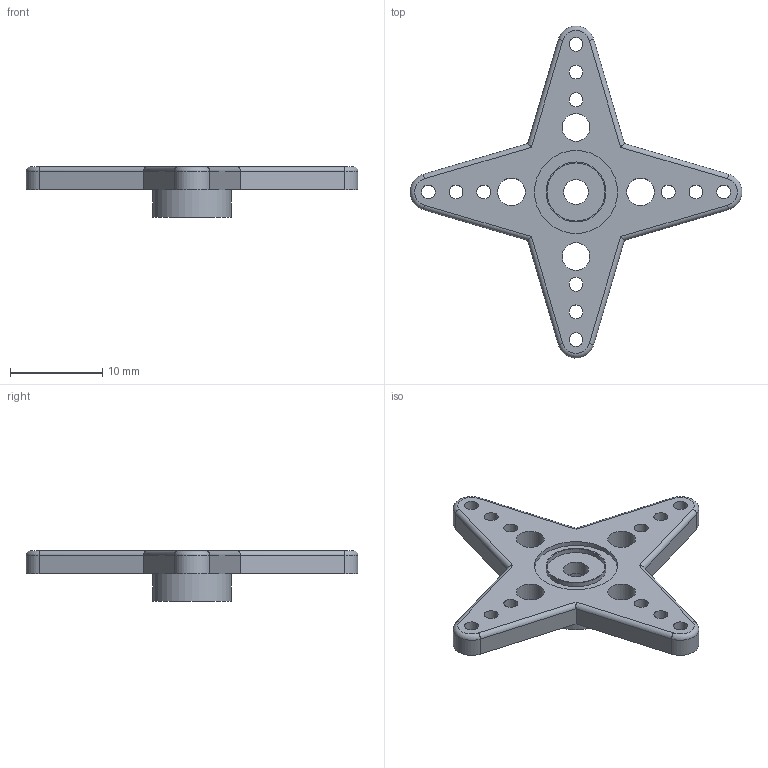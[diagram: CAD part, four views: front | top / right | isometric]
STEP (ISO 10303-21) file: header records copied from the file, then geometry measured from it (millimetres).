
FILE_DESCRIPTION(/* description */ (''),/* implementation_level */ '2;1');
FILE_NAME(/* name */ 'Part5-star.stp',/* time_stamp */ '2025-04-26T14:38:04-03:00',/* author */ ('erikg'),/* organization */ (''),/* preprocessor_version */ 'ST-DEVELOPER v20',/* originating_system */ 'Autodesk Inventor 2025',/* authorisation */ '');
FILE_SCHEMA (('AUTOMOTIVE_DESIGN { 1 0 10303 214 3 1 1 }'));
Length unit declared in the file: millimetre
Products named in the file (1): Part5-star
Bounding box: 35.99 x 35.99 x 5.5 mm (x, y, z)
Volume: 1040.1 mm3; surface area: 1476.8 mm2
Topology: 1 solids, 1 shells, 53 faces, 126 edges, 80 vertices
Faces by surface type: cylinder 34, plane 15, torus 4
Full cylindrical faces by diameter (mm): 1.5 x12, 2.7 x1, 3 x4, 5.6 x1, 6.3 x1, 6.5 x1, 8.5 x1, 9 x1
Entity records: 1725 total; most frequent: DIRECTION 302, CARTESIAN_POINT 260, ORIENTED_EDGE 252, EDGE_CURVE 126, AXIS2_PLACEMENT_3D 122, EDGE_LOOP 92, VERTEX_POINT 80, CIRCLE 64
